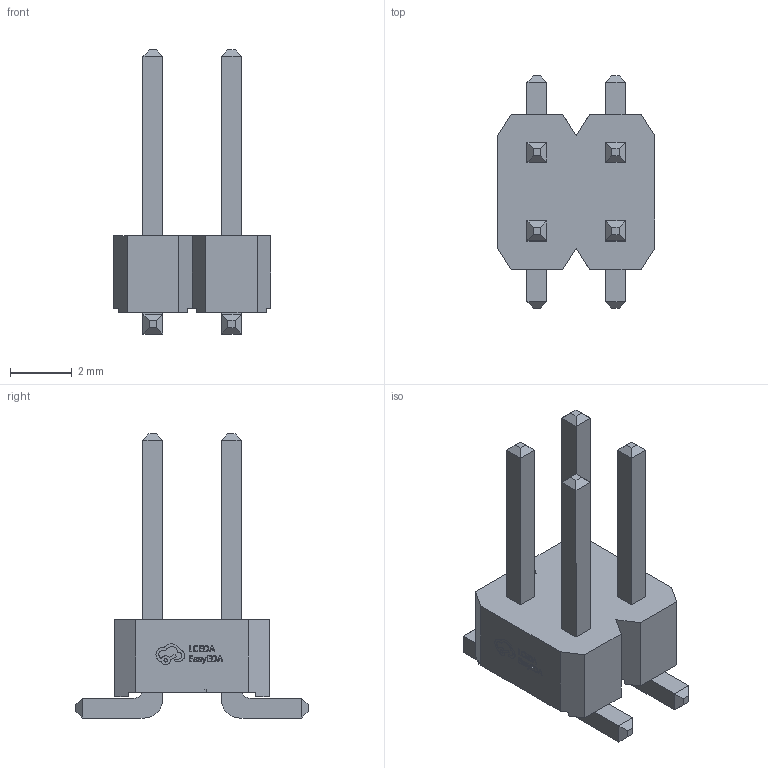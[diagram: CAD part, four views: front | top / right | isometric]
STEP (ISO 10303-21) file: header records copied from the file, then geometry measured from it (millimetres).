
FILE_DESCRIPTION (( 'STEP AP214' ), '1' );
FILE_NAME ('HDR-SMD_4P-P2.54-M-LS-2X2P-R1.step', '2022-07-02T10:59:29', ( '' ), ( '' ), 'SwSTEP 2.0', 'SolidWorks 2020', '' );
FILE_SCHEMA (( 'AUTOMOTIVE_DESIGN' ));
Length unit declared in the file: millimetre
Products named in the file (1): HDR-SMD_4P-P2.54-M-LS-2X2P-R1
Bounding box: 5.09 x 7.5 x 9.18 mm (x, y, z)
Volume: 71.6 mm3; surface area: 189.2 mm2
Topology: 1 solids, 1 shells, 392 faces, 1039 edges, 682 vertices
Faces by surface type: plane 270, bspline 114, cylinder 8
Entity records: 17061 total; most frequent: CARTESIAN_POINT 4476, ORIENTED_EDGE 2078, DIRECTION 1381, EDGE_CURVE 1039, VECTOR 791, LINE 791, VERTEX_POINT 682, EDGE_LOOP 425
